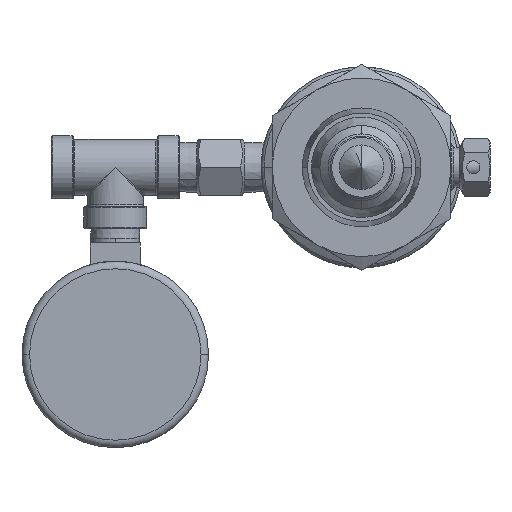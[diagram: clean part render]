
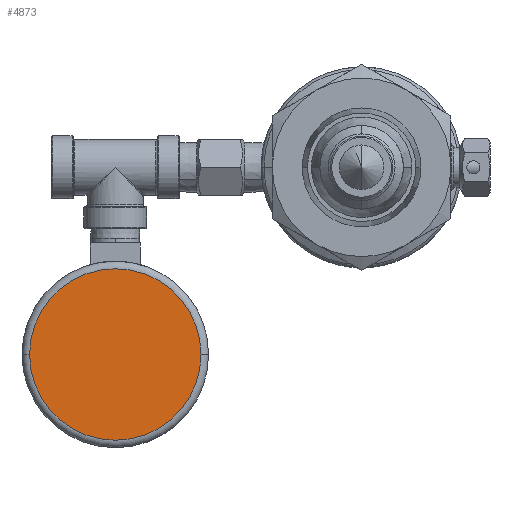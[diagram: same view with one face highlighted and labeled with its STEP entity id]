
A CAD part, front view. The second image highlights one B-rep face of the part: STEP entity #4873.
In plain terms, the highlighted planar face has unit normal (0, -1, 0).
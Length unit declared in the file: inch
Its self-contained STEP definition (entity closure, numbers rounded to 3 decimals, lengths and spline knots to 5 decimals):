
#746 = DIRECTION ( 'NONE',  ( 1., 0., 0. ) ) ;
#1243 = AXIS2_PLACEMENT_3D ( 'NONE', #8242, #7670, #7645 ) ;
#1251 = ORIENTED_EDGE ( 'NONE', *, *, #1655, .T. ) ;
#1532 = CARTESIAN_POINT ( 'NONE',  ( -2.75875, 15.757, -2.09624 ) ) ;
#1655 = EDGE_CURVE ( 'NONE', #3408, #5581, #3861, .T. ) ;
#1818 = DIRECTION ( 'NONE',  ( 1., 0., 0. ) ) ;
#1828 = DIRECTION ( 'NONE',  ( 0., -1., 0. ) ) ;
#1830 = CARTESIAN_POINT ( 'NONE',  ( -2.75875, 15.757, -2.09624 ) ) ;
#1870 = CIRCLE ( 'NONE', #9171, 0.96 ) ;
#3408 = VERTEX_POINT ( 'NONE', #4778 ) ;
#3861 = CIRCLE ( 'NONE', #6013, 0.96 ) ;
#4101 = EDGE_LOOP ( 'NONE', ( #1251, #5172 ) ) ;
#4778 = CARTESIAN_POINT ( 'NONE',  ( -1.79875, 15.757, -2.09624 ) ) ;
#4873 = ADVANCED_FACE ( 'NONE', ( #5777 ), #7815, .F. ) ;
#5172 = ORIENTED_EDGE ( 'NONE', *, *, #8214, .T. ) ;
#5581 = VERTEX_POINT ( 'NONE', #9451 ) ;
#5684 = DIRECTION ( 'NONE',  ( 0., -1., 0. ) ) ;
#5777 = FACE_OUTER_BOUND ( 'NONE', #4101, .T. ) ;
#6013 = AXIS2_PLACEMENT_3D ( 'NONE', #1532, #5684, #746 ) ;
#7645 = DIRECTION ( 'NONE',  ( 1., 0., 0. ) ) ;
#7670 = DIRECTION ( 'NONE',  ( 0., 1., 0. ) ) ;
#7815 = PLANE ( 'NONE',  #1243 ) ;
#8214 = EDGE_CURVE ( 'NONE', #5581, #3408, #1870, .T. ) ;
#8242 = CARTESIAN_POINT ( 'NONE',  ( -2.75875, 15.757, -2.09624 ) ) ;
#9171 = AXIS2_PLACEMENT_3D ( 'NONE', #1830, #1828, #1818 ) ;
#9451 = CARTESIAN_POINT ( 'NONE',  ( -3.71875, 15.757, -2.09624 ) ) ;
